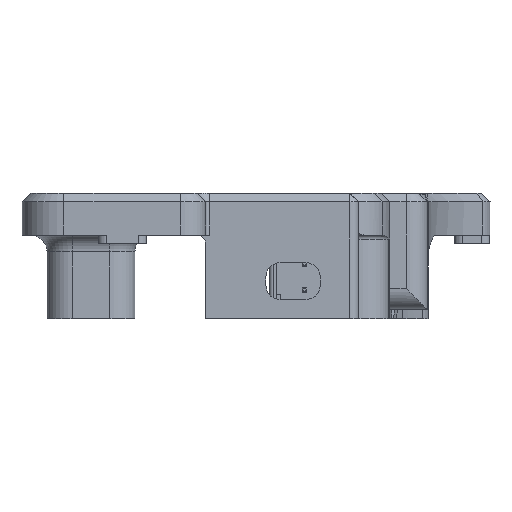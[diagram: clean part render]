
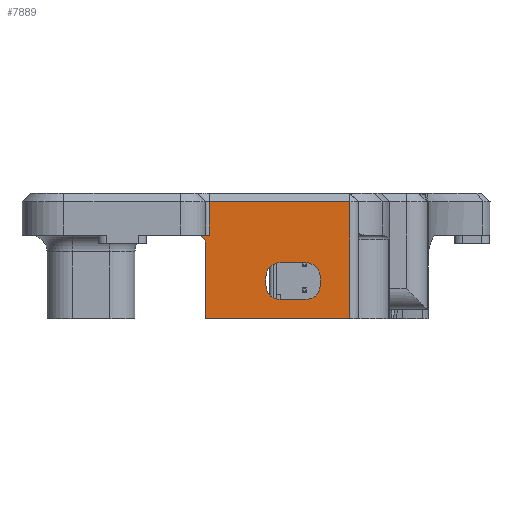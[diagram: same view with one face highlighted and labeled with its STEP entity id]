
A CAD part, front view. The second image highlights one B-rep face of the part: STEP entity #7889.
In plain terms, the highlighted planar face has unit normal (0, -1, 0).
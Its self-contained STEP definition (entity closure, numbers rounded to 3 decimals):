
#307=CIRCLE('',#8513,1.);
#308=CIRCLE('',#8514,1.7);
#309=CIRCLE('',#8515,1.7);
#310=CIRCLE('',#8516,1.7);
#311=CIRCLE('',#8517,1.7);
#701=FACE_BOUND('',#1320,.T.);
#821=FACE_OUTER_BOUND('',#1319,.T.);
#1319=EDGE_LOOP('',(#5916,#5917,#5918,#5919,#5920,#5921,#5922));
#1320=EDGE_LOOP('',(#5923,#5924,#5925,#5926,#5927,#5928,#5929,#5930));
#1861=LINE('',#12064,#2628);
#2008=LINE('',#12752,#2775);
#2009=LINE('',#12754,#2776);
#2010=LINE('',#12755,#2777);
#2011=LINE('',#12759,#2778);
#2012=LINE('',#12760,#2779);
#2013=LINE('',#12763,#2780);
#2014=LINE('',#12767,#2781);
#2015=LINE('',#12771,#2782);
#2016=LINE('',#12775,#2783);
#2628=VECTOR('',#9498,10.);
#2775=VECTOR('',#9921,10.);
#2776=VECTOR('',#9922,10.);
#2777=VECTOR('',#9923,0.4);
#2778=VECTOR('',#9926,10.);
#2779=VECTOR('',#9927,10.);
#2780=VECTOR('',#9928,10.);
#2781=VECTOR('',#9931,10.);
#2782=VECTOR('',#9934,10.);
#2783=VECTOR('',#9937,10.);
#3371=VERTEX_POINT('',#12061);
#3372=VERTEX_POINT('',#12063);
#3610=VERTEX_POINT('',#12750);
#3611=VERTEX_POINT('',#12751);
#3612=VERTEX_POINT('',#12753);
#3613=VERTEX_POINT('',#12756);
#3614=VERTEX_POINT('',#12758);
#3615=VERTEX_POINT('',#12761);
#3616=VERTEX_POINT('',#12762);
#3617=VERTEX_POINT('',#12764);
#3618=VERTEX_POINT('',#12766);
#3619=VERTEX_POINT('',#12768);
#3620=VERTEX_POINT('',#12770);
#3621=VERTEX_POINT('',#12772);
#3622=VERTEX_POINT('',#12774);
#4194=EDGE_CURVE('',#3372,#3371,#1861,.T.);
#4463=EDGE_CURVE('',#3610,#3611,#2008,.T.);
#4464=EDGE_CURVE('',#3612,#3610,#2009,.T.);
#4465=EDGE_CURVE('',#3612,#3372,#2010,.T.);
#4466=EDGE_CURVE('',#3613,#3371,#307,.T.);
#4467=EDGE_CURVE('',#3613,#3614,#2011,.T.);
#4468=EDGE_CURVE('',#3611,#3614,#2012,.T.);
#4469=EDGE_CURVE('',#3615,#3616,#2013,.T.);
#4470=EDGE_CURVE('',#3616,#3617,#308,.T.);
#4471=EDGE_CURVE('',#3617,#3618,#2014,.T.);
#4472=EDGE_CURVE('',#3618,#3619,#309,.T.);
#4473=EDGE_CURVE('',#3619,#3620,#2015,.T.);
#4474=EDGE_CURVE('',#3621,#3620,#310,.T.);
#4475=EDGE_CURVE('',#3621,#3622,#2016,.T.);
#4476=EDGE_CURVE('',#3622,#3615,#311,.T.);
#5916=ORIENTED_EDGE('',*,*,#4463,.F.);
#5917=ORIENTED_EDGE('',*,*,#4464,.F.);
#5918=ORIENTED_EDGE('',*,*,#4465,.T.);
#5919=ORIENTED_EDGE('',*,*,#4194,.T.);
#5920=ORIENTED_EDGE('',*,*,#4466,.F.);
#5921=ORIENTED_EDGE('',*,*,#4467,.T.);
#5922=ORIENTED_EDGE('',*,*,#4468,.F.);
#5923=ORIENTED_EDGE('',*,*,#4469,.T.);
#5924=ORIENTED_EDGE('',*,*,#4470,.T.);
#5925=ORIENTED_EDGE('',*,*,#4471,.T.);
#5926=ORIENTED_EDGE('',*,*,#4472,.T.);
#5927=ORIENTED_EDGE('',*,*,#4473,.T.);
#5928=ORIENTED_EDGE('',*,*,#4474,.F.);
#5929=ORIENTED_EDGE('',*,*,#4475,.T.);
#5930=ORIENTED_EDGE('',*,*,#4476,.T.);
#7608=PLANE('',#8512);
#7889=ADVANCED_FACE('',(#821,#701),#7608,.T.);
#8512=AXIS2_PLACEMENT_3D('',#12749,#9919,#9920);
#8513=AXIS2_PLACEMENT_3D('',#12757,#9924,#9925);
#8514=AXIS2_PLACEMENT_3D('',#12765,#9929,#9930);
#8515=AXIS2_PLACEMENT_3D('',#12769,#9932,#9933);
#8516=AXIS2_PLACEMENT_3D('',#12773,#9935,#9936);
#8517=AXIS2_PLACEMENT_3D('',#12776,#9938,#9939);
#9498=DIRECTION('',(-1.,0.,0.));
#9919=DIRECTION('center_axis',(0.,-1.,
0.));
#9920=DIRECTION('ref_axis',(-1.,0.,0.));
#9921=DIRECTION('',(0.,0.,-1.));
#9922=DIRECTION('',(1.,0.,0.));
#9923=DIRECTION('',(0.,0.,-1.));
#9924=DIRECTION('center_axis',(0.,-1.,
0.));
#9925=DIRECTION('ref_axis',(0.707,0.,0.707));
#9926=DIRECTION('',(0.,0.,-1.));
#9927=DIRECTION('',(-1.,0.,0.));
#9928=DIRECTION('',(1.,0.,0.));
#9929=DIRECTION('center_axis',(0.,1.,0.));
#9930=DIRECTION('ref_axis',(1.,0.,0.));
#9931=DIRECTION('',(0.,0.,-1.));
#9932=DIRECTION('center_axis',(0.,1.,0.));
#9933=DIRECTION('ref_axis',(0.,0.,
-1.));
#9934=DIRECTION('',(-1.,0.,0.));
#9935=DIRECTION('center_axis',(0.,-1.,
0.));
#9936=DIRECTION('ref_axis',(1.,0.,0.));
#9937=DIRECTION('',(0.,0.,1.));
#9938=DIRECTION('center_axis',(0.,1.,0.));
#9939=DIRECTION('ref_axis',(0.,0.,
1.));
#12061=CARTESIAN_POINT('',(0.477,69.429,43.306));
#12063=CARTESIAN_POINT('',(1.877,69.429,43.306));
#12064=CARTESIAN_POINT('',(13.322,69.429,43.306));
#12749=CARTESIAN_POINT('Origin',(19.277,69.429,48.306));
#12750=CARTESIAN_POINT('',(18.727,69.429,47.306));
#12751=CARTESIAN_POINT('',(18.727,69.429,33.306));
#12752=CARTESIAN_POINT('',(18.727,69.429,48.306));
#12753=CARTESIAN_POINT('',(1.877,69.429,47.306));
#12754=CARTESIAN_POINT('',(13.385,69.429,47.306));
#12755=CARTESIAN_POINT('',(1.877,69.429,45.806));
#12756=CARTESIAN_POINT('',(1.477,69.429,42.306));
#12757=CARTESIAN_POINT('Origin',(0.477,69.429,42.306));
#12758=CARTESIAN_POINT('',(1.477,69.429,33.306));
#12759=CARTESIAN_POINT('',(1.477,69.429,45.806));
#12760=CARTESIAN_POINT('',(0.477,69.429,33.306));
#12761=CARTESIAN_POINT('',(10.377,69.429,40.006));
#12762=CARTESIAN_POINT('',(13.477,69.429,40.006));
#12763=CARTESIAN_POINT('',(14.827,69.429,40.006));
#12764=CARTESIAN_POINT('',(15.177,69.429,38.306));
#12765=CARTESIAN_POINT('Origin',(13.477,69.429,38.306));
#12766=CARTESIAN_POINT('',(15.177,69.429,37.306));
#12767=CARTESIAN_POINT('',(15.177,69.429,43.306));
#12768=CARTESIAN_POINT('',(13.477,69.429,35.606));
#12769=CARTESIAN_POINT('Origin',(13.477,69.429,37.306));
#12770=CARTESIAN_POINT('',(10.377,69.429,35.606));
#12771=CARTESIAN_POINT('',(16.377,69.429,35.606));
#12772=CARTESIAN_POINT('',(8.677,69.429,37.306));
#12773=CARTESIAN_POINT('Origin',(10.377,69.429,37.306));
#12774=CARTESIAN_POINT('',(8.677,69.429,38.306));
#12775=CARTESIAN_POINT('',(8.677,69.429,42.806));
#12776=CARTESIAN_POINT('Origin',(10.377,69.429,38.306));
